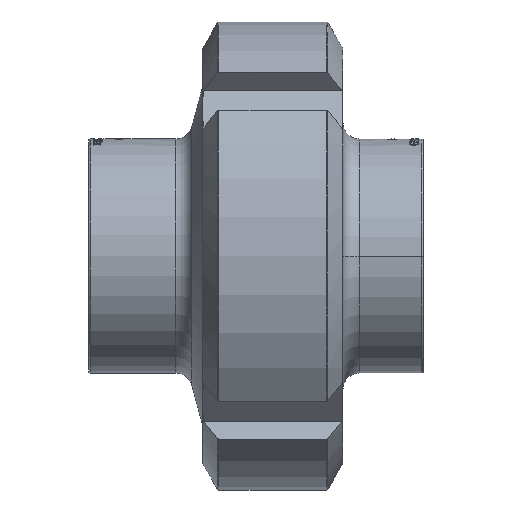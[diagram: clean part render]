
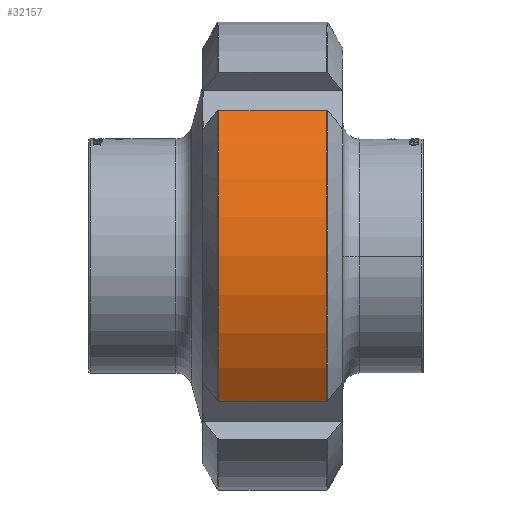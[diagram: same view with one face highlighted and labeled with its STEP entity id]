
A CAD part, top view. The second image highlights one B-rep face of the part: STEP entity #32157.
In plain terms, the highlighted cylindrical face has radius 35 mm (diameter 70 mm), a partial arc.
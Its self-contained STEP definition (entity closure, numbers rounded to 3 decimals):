
#857 = DIRECTION ( 'NONE',  ( -1., 0., 0. ) ) ;
#2673 = VECTOR ( 'NONE', #857, 1000. ) ;
#3693 = FACE_OUTER_BOUND ( 'NONE', #53783, .T. ) ;
#3805 = ORIENTED_EDGE ( 'NONE', *, *, #15852, .T. ) ;
#4118 = LINE ( 'NONE', #49431, #2673 ) ;
#5453 = DIRECTION ( 'NONE',  ( 0., -1., 0. ) ) ;
#9598 = CARTESIAN_POINT ( 'NONE',  ( 3.575, 0., 0. ) ) ;
#10408 = DIRECTION ( 'NONE',  ( 1., 0., 0. ) ) ;
#10962 = CARTESIAN_POINT ( 'NONE',  ( 6., -21.758, 27.415 ) ) ;
#12905 = DIRECTION ( 'NONE',  ( 0., -1., 0. ) ) ;
#14973 = DIRECTION ( 'NONE',  ( 0., 1., 0. ) ) ;
#15852 = EDGE_CURVE ( 'NONE', #51774, #38048, #17000, .T. ) ;
#17000 = CIRCLE ( 'NONE', #44924, 35. ) ;
#18460 = ORIENTED_EDGE ( 'NONE', *, *, #37585, .T. ) ;
#20438 = EDGE_CURVE ( 'NONE', #21712, #51774, #4118, .T. ) ;
#20984 = DIRECTION ( 'NONE',  ( 1., 0., 0. ) ) ;
#21712 = VERTEX_POINT ( 'NONE', #22925 ) ;
#22925 = CARTESIAN_POINT ( 'NONE',  ( 3.575, 21.758, 27.415 ) ) ;
#24689 = ORIENTED_EDGE ( 'NONE', *, *, #38512, .T. ) ;
#25064 = CARTESIAN_POINT ( 'NONE',  ( -12.575, -21.758, 27.415 ) ) ;
#30834 = CARTESIAN_POINT ( 'NONE',  ( -12.575, 0., 0. ) ) ;
#31219 = DIRECTION ( 'NONE',  ( 1., 0., 0. ) ) ;
#31770 = AXIS2_PLACEMENT_3D ( 'NONE', #32509, #10408, #14973 ) ;
#32157 = ADVANCED_FACE ( 'NONE', ( #3693 ), #39018, .T. ) ;
#32509 = CARTESIAN_POINT ( 'NONE',  ( 6., 0., 0. ) ) ;
#33678 = VECTOR ( 'NONE', #20984, 1000. ) ;
#36814 = CARTESIAN_POINT ( 'NONE',  ( -12.575, 21.758, 27.415 ) ) ;
#37585 = EDGE_CURVE ( 'NONE', #38048, #46113, #52064, .T. ) ;
#38048 = VERTEX_POINT ( 'NONE', #25064 ) ;
#38512 = EDGE_CURVE ( 'NONE', #46113, #21712, #45512, .T. ) ;
#39018 = CYLINDRICAL_SURFACE ( 'NONE', #31770, 35. ) ;
#44924 = AXIS2_PLACEMENT_3D ( 'NONE', #30834, #31219, #12905 ) ;
#45512 = CIRCLE ( 'NONE', #46764, 35. ) ;
#46113 = VERTEX_POINT ( 'NONE', #46119 ) ;
#46119 = CARTESIAN_POINT ( 'NONE',  ( 3.575, -21.758, 27.415 ) ) ;
#46764 = AXIS2_PLACEMENT_3D ( 'NONE', #9598, #54246, #5453 ) ;
#48935 = ORIENTED_EDGE ( 'NONE', *, *, #20438, .T. ) ;
#49431 = CARTESIAN_POINT ( 'NONE',  ( 6., 21.758, 27.415 ) ) ;
#51774 = VERTEX_POINT ( 'NONE', #36814 ) ;
#52064 = LINE ( 'NONE', #10962, #33678 ) ;
#53783 = EDGE_LOOP ( 'NONE', ( #18460, #24689, #48935, #3805 ) ) ;
#54246 = DIRECTION ( 'NONE',  ( -1., 0., 0. ) ) ;
